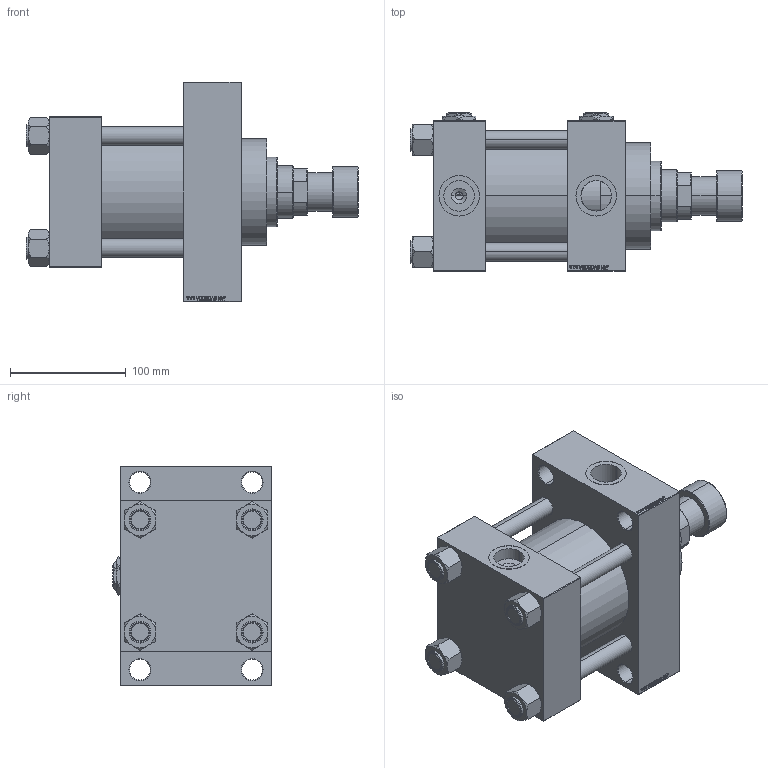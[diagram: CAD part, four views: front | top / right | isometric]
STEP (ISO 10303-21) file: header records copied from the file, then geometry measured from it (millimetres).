
FILE_DESCRIPTION (( 'STEP AP203' ), '1' );
FILE_NAME ('10c4.STEP', '2023-06-16T14:32:31', ( '' ), ( '' ), 'SwSTEP 2.0', 'SolidWorks 2019', '' );
FILE_SCHEMA (( 'CONFIG_CONTROL_DESIGN' ));
Length unit declared in the file: millimetre
Products named in the file (8): V215CD_NUT_M5_D a98d0af05b73a1f16403c54a40aa9826; 10c4; Zatka_pro_OIL_PORT a98d0af05b73a1f16403c54a40aa9826; V215CD_VCP_D a98d0af05b73a1f16403c54a40aa9826; V215CD_D_TYCINKA a98d0af05b73a1f16403c54a40aa9826; V215CD_D_Body a98d0af05b73a1f16403c54a40aa9826; V215CD_VC_A a98d0af05b73a1f16403c54a40aa9826; V215CR_ROD_END_F a98d0af05b73a1f16403c54a40aa9826
Assembly tree (14 placements, depth 2):
  10c4
    V215CD_D_Body a98d0af05b73a1f16403c54a40aa9826
    V215CD_VC_A a98d0af05b73a1f16403c54a40aa9826
    V215CD_VCP_D a98d0af05b73a1f16403c54a40aa9826
    V215CD_D_TYCINKA a98d0af05b73a1f16403c54a40aa9826  x4
    V215CD_NUT_M5_D a98d0af05b73a1f16403c54a40aa9826  x4
    V215CR_ROD_END_F a98d0af05b73a1f16403c54a40aa9826
    Zatka_pro_OIL_PORT a98d0af05b73a1f16403c54a40aa9826  x2
Bounding box: 287 x 137 x 190 mm (x, y, z)
Volume: 2628406.2 mm3; surface area: 370174 mm2
Topology: 14 solids, 14 shells, 1265 faces, 3162 edges, 2042 vertices
Faces by surface type: plane 596, bspline 368, cone 186, cylinder 103, torus 12
Entity records: 50238 total; most frequent: CARTESIAN_POINT 25929, ORIENTED_EDGE 5396, DIRECTION 3598, EDGE_CURVE 2698, VERTEX_POINT 1762, VECTOR 1576, LINE 1576, EDGE_LOOP 1206
